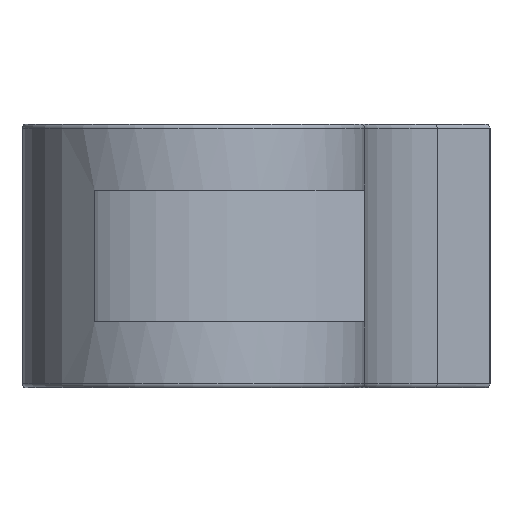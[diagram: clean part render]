
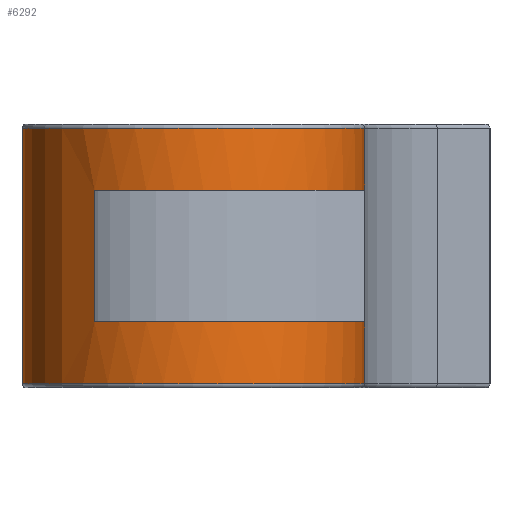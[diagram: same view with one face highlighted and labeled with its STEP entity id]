
A CAD part, front view. The second image highlights one B-rep face of the part: STEP entity #6292.
In plain terms, the highlighted cylindrical face has radius 6.5 mm (diameter 13 mm), a partial arc.
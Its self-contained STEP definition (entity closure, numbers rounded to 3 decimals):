
#281 = VERTEX_POINT ( 'NONE', #3293 ) ;
#329 = CIRCLE ( 'NONE', #4154, 6.5 ) ;
#371 = DIRECTION ( 'NONE',  ( 0., 0., -1. ) ) ;
#463 = VECTOR ( 'NONE', #2096, 1000. ) ;
#671 = EDGE_CURVE ( 'NONE', #281, #2491, #4924, .T. ) ;
#693 = EDGE_CURVE ( 'NONE', #1063, #4135, #329, .T. ) ;
#707 = DIRECTION ( 'NONE',  ( -1., 0., 0. ) ) ;
#730 = VERTEX_POINT ( 'NONE', #5173 ) ;
#749 = CARTESIAN_POINT ( 'NONE',  ( -17.75, 0., 5. ) ) ;
#849 = LINE ( 'NONE', #749, #927 ) ;
#927 = VECTOR ( 'NONE', #3786, 1000. ) ;
#1063 = VERTEX_POINT ( 'NONE', #2968 ) ;
#1073 = ORIENTED_EDGE ( 'NONE', *, *, #671, .F. ) ;
#1171 = VERTEX_POINT ( 'NONE', #3486 ) ;
#1302 = AXIS2_PLACEMENT_3D ( 'NONE', #5958, #371, #2941 ) ;
#1514 = AXIS2_PLACEMENT_3D ( 'NONE', #2321, #6357, #3317 ) ;
#1559 = DIRECTION ( 'NONE',  ( 0., 0., -1. ) ) ;
#1598 = DIRECTION ( 'NONE',  ( 0., 0., -1. ) ) ;
#1775 = EDGE_LOOP ( 'NONE', ( #2195, #4710, #1073, #2895, #2890, #5698, #6495, #4328 ) ) ;
#1810 = CIRCLE ( 'NONE', #1514, 6.5 ) ;
#1905 = CIRCLE ( 'NONE', #3625, 6.5 ) ;
#2096 = DIRECTION ( 'NONE',  ( 0., 0., 1. ) ) ;
#2195 = ORIENTED_EDGE ( 'NONE', *, *, #5707, .T. ) ;
#2321 = CARTESIAN_POINT ( 'NONE',  ( -11.25, 0., -4.85 ) ) ;
#2369 = CIRCLE ( 'NONE', #5680, 6.5 ) ;
#2467 = EDGE_CURVE ( 'NONE', #2618, #1171, #2369, .T. ) ;
#2491 = VERTEX_POINT ( 'NONE', #5600 ) ;
#2492 = LINE ( 'NONE', #4289, #6128 ) ;
#2617 = CARTESIAN_POINT ( 'NONE',  ( -11.25, 0., 4.85 ) ) ;
#2618 = VERTEX_POINT ( 'NONE', #3630 ) ;
#2676 = DIRECTION ( 'NONE',  ( 0., 0., -1. ) ) ;
#2691 = EDGE_CURVE ( 'NONE', #281, #730, #1905, .T. ) ;
#2845 = VECTOR ( 'NONE', #1559, 1000. ) ;
#2890 = ORIENTED_EDGE ( 'NONE', *, *, #5099, .T. ) ;
#2895 = ORIENTED_EDGE ( 'NONE', *, *, #2691, .T. ) ;
#2941 = DIRECTION ( 'NONE',  ( -1., 0., 0. ) ) ;
#2968 = CARTESIAN_POINT ( 'NONE',  ( -4.75, 0., 2.5 ) ) ;
#3124 = DIRECTION ( 'NONE',  ( -1., 0., 0. ) ) ;
#3139 = CARTESIAN_POINT ( 'NONE',  ( -11.25, 0., 2.5 ) ) ;
#3215 = CARTESIAN_POINT ( 'NONE',  ( -11.25, 0., -2.5 ) ) ;
#3293 = CARTESIAN_POINT ( 'NONE',  ( -4.75, 0., -2.5 ) ) ;
#3317 = DIRECTION ( 'NONE',  ( 1., 0., 0. ) ) ;
#3469 = CARTESIAN_POINT ( 'NONE',  ( -4.75, 0., 5. ) ) ;
#3486 = CARTESIAN_POINT ( 'NONE',  ( -17.75, 0., 4.85 ) ) ;
#3592 = DIRECTION ( 'NONE',  ( 1., 0., 0. ) ) ;
#3625 = AXIS2_PLACEMENT_3D ( 'NONE', #3215, #3723, #707 ) ;
#3630 = CARTESIAN_POINT ( 'NONE',  ( -4.75, 0., 4.85 ) ) ;
#3723 = DIRECTION ( 'NONE',  ( 0., 0., -1. ) ) ;
#3786 = DIRECTION ( 'NONE',  ( 0., 0., -1. ) ) ;
#3795 = EDGE_CURVE ( 'NONE', #6254, #2491, #1810, .T. ) ;
#4135 = VERTEX_POINT ( 'NONE', #5106 ) ;
#4154 = AXIS2_PLACEMENT_3D ( 'NONE', #3139, #1598, #3124 ) ;
#4289 = CARTESIAN_POINT ( 'NONE',  ( -4.75, 0., 5. ) ) ;
#4328 = ORIENTED_EDGE ( 'NONE', *, *, #2467, .T. ) ;
#4488 = LINE ( 'NONE', #6064, #463 ) ;
#4710 = ORIENTED_EDGE ( 'NONE', *, *, #3795, .T. ) ;
#4738 = EDGE_CURVE ( 'NONE', #2618, #1063, #2492, .T. ) ;
#4924 = LINE ( 'NONE', #3469, #2845 ) ;
#5099 = EDGE_CURVE ( 'NONE', #730, #4135, #4488, .T. ) ;
#5106 = CARTESIAN_POINT ( 'NONE',  ( -15., -5.309, 2.5 ) ) ;
#5173 = CARTESIAN_POINT ( 'NONE',  ( -15., -5.309, -2.5 ) ) ;
#5187 = FACE_OUTER_BOUND ( 'NONE', #1775, .T. ) ;
#5389 = CARTESIAN_POINT ( 'NONE',  ( -17.75, 0., -4.85 ) ) ;
#5600 = CARTESIAN_POINT ( 'NONE',  ( -4.75, 0., -4.85 ) ) ;
#5616 = DIRECTION ( 'NONE',  ( 0., 0., -1. ) ) ;
#5657 = CYLINDRICAL_SURFACE ( 'NONE', #1302, 6.5 ) ;
#5680 = AXIS2_PLACEMENT_3D ( 'NONE', #2617, #5616, #3592 ) ;
#5698 = ORIENTED_EDGE ( 'NONE', *, *, #693, .F. ) ;
#5707 = EDGE_CURVE ( 'NONE', #1171, #6254, #849, .T. ) ;
#5958 = CARTESIAN_POINT ( 'NONE',  ( -11.25, 0., 5. ) ) ;
#6064 = CARTESIAN_POINT ( 'NONE',  ( -15., -5.309, 5. ) ) ;
#6128 = VECTOR ( 'NONE', #2676, 1000. ) ;
#6254 = VERTEX_POINT ( 'NONE', #5389 ) ;
#6292 = ADVANCED_FACE ( 'NONE', ( #5187 ), #5657, .T. ) ;
#6357 = DIRECTION ( 'NONE',  ( 0., 0., 1. ) ) ;
#6495 = ORIENTED_EDGE ( 'NONE', *, *, #4738, .F. ) ;
